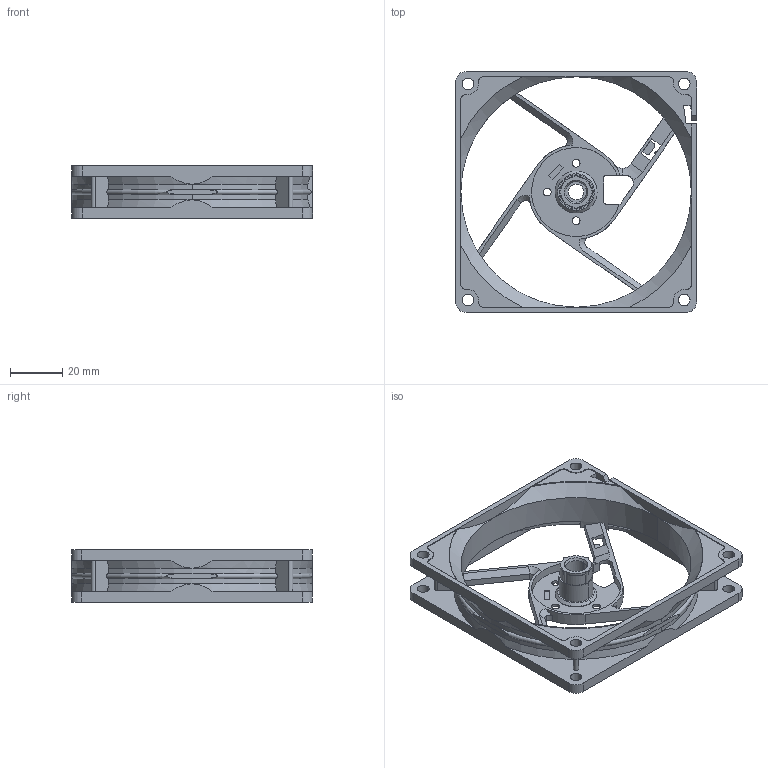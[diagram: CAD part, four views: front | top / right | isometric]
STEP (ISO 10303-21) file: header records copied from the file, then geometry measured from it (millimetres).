
FILE_DESCRIPTION (( 'STEP AP203' ), '1' );
FILE_NAME ('OD9220_m1_frame.stp', '2023-06-16T19:23:29', ( '' ), ( '' ), 'SwSTEP 2.0', 'SolidWorks 2018', '' );
FILE_SCHEMA (( 'CONFIG_CONTROL_DESIGN' ));
Length unit declared in the file: millimetre
Products named in the file (1): OD9220_m1_frame
Bounding box: 92.07 x 92.01 x 20 mm (x, y, z)
Volume: 26594.7 mm3; surface area: 26091.9 mm2
Topology: 1 solids, 1 shells, 320 faces, 912 edges, 587 vertices
Faces by surface type: cylinder 143, plane 128, cone 41, torus 8
Entity records: 12576 total; most frequent: CARTESIAN_POINT 4013, ORIENTED_EDGE 1824, DIRECTION 1792, EDGE_CURVE 912, AXIS2_PLACEMENT_3D 675, VERTEX_POINT 587, VECTOR 442, LINE 442
